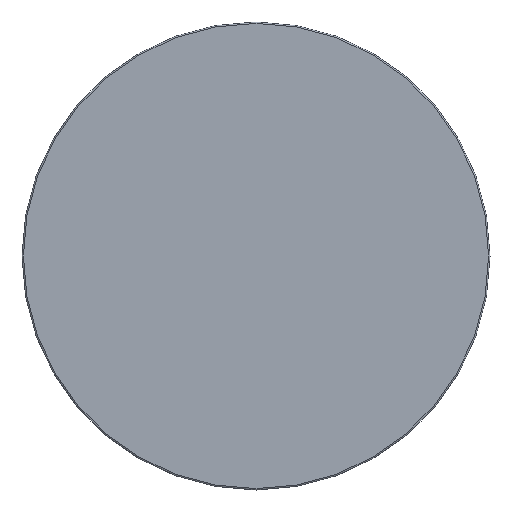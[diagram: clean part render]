
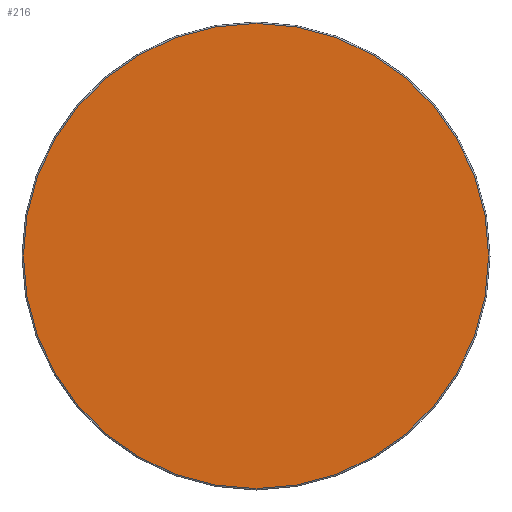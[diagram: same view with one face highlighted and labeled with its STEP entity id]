
A CAD part, front view. The second image highlights one B-rep face of the part: STEP entity #216.
In plain terms, the highlighted planar face has unit normal (0, -1, 0).
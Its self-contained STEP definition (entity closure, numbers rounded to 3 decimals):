
#23=PLANE('',#258);
#31=FACE_OUTER_BOUND('',#44,.T.);
#44=EDGE_LOOP('',(#162,#163));
#73=CIRCLE('',#259,50.2);
#74=CIRCLE('',#260,50.2);
#96=VERTEX_POINT('',#384);
#97=VERTEX_POINT('',#385);
#121=EDGE_CURVE('',#96,#97,#73,.T.);
#122=EDGE_CURVE('',#97,#96,#74,.T.);
#162=ORIENTED_EDGE('',*,*,#121,.T.);
#163=ORIENTED_EDGE('',*,*,#122,.T.);
#216=ADVANCED_FACE('',(#31),#23,.T.);
#258=AXIS2_PLACEMENT_3D('',#383,#314,#315);
#259=AXIS2_PLACEMENT_3D('',#386,#316,#317);
#260=AXIS2_PLACEMENT_3D('',#387,#318,#319);
#314=DIRECTION('center_axis',(0.,-1.,0.));
#315=DIRECTION('ref_axis',(0.,0.,-1.));
#316=DIRECTION('center_axis',(0.,-1.,0.));
#317=DIRECTION('ref_axis',(-1.,0.,0.));
#318=DIRECTION('center_axis',(0.,-1.,0.));
#319=DIRECTION('ref_axis',(-1.,0.,0.));
#383=CARTESIAN_POINT('Origin',(-25.1,0.,0.));
#384=CARTESIAN_POINT('',(-50.2,0.,0.));
#385=CARTESIAN_POINT('',(0.,0.,50.2));
#386=CARTESIAN_POINT('Origin',(0.,0.,
0.));
#387=CARTESIAN_POINT('Origin',(0.,0.,
0.));
